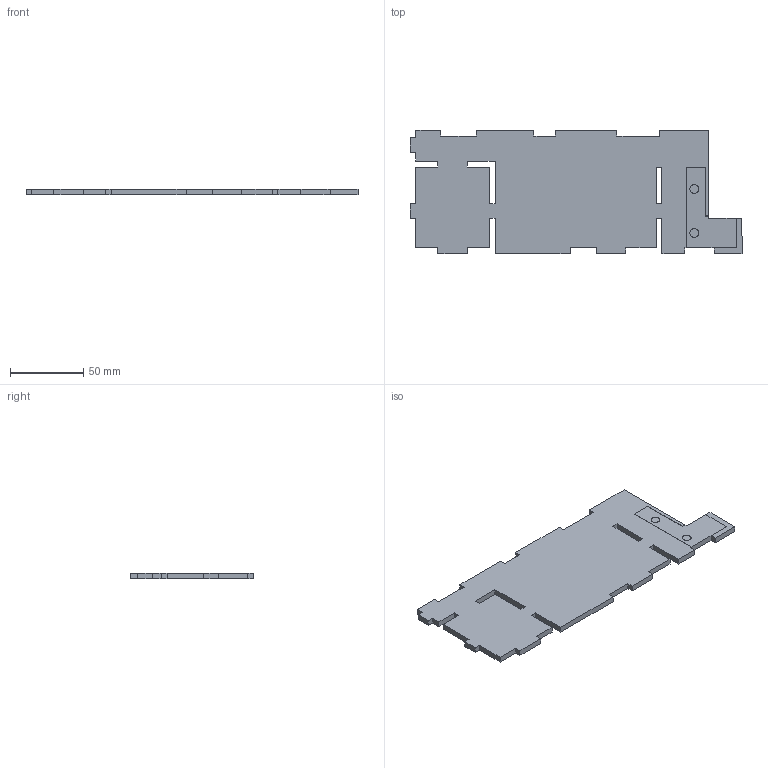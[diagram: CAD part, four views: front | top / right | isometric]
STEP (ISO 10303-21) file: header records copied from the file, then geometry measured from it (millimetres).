
FILE_DESCRIPTION(/* description */ (''),/* implementation_level */ '2;1');
FILE_NAME(/* name */ '',/* time_stamp */ '2024-01-27T10:47:58+03:00',/* author */ (''),/* organization */ (''),/* preprocessor_version */ 'ST-DEVELOPER v20',/* originating_system */ 'Autodesk Translation Framework v12.14.0.127',/* authorisation */ '');
FILE_SCHEMA (('AUTOMOTIVE_DESIGN { 1 0 10303 214 3 1 1 }'));
Length unit declared in the file: millimetre
Products named in the file (1): Стенка боковая_
02
Bounding box: 226 x 84 x 4 mm (x, y, z)
Volume: 64729.8 mm3; surface area: 36241.5 mm2
Topology: 1 solids, 1 shells, 76 faces, 215 edges, 143 vertices
Faces by surface type: plane 73, cylinder 3
Full cylindrical faces by diameter (mm): 6 x2
Entity records: 2465 total; most frequent: CARTESIAN_POINT 435, ORIENTED_EDGE 430, DIRECTION 375, EDGE_CURVE 215, LINE 209, VECTOR 209, VERTEX_POINT 143, AXIS2_PLACEMENT_3D 83
